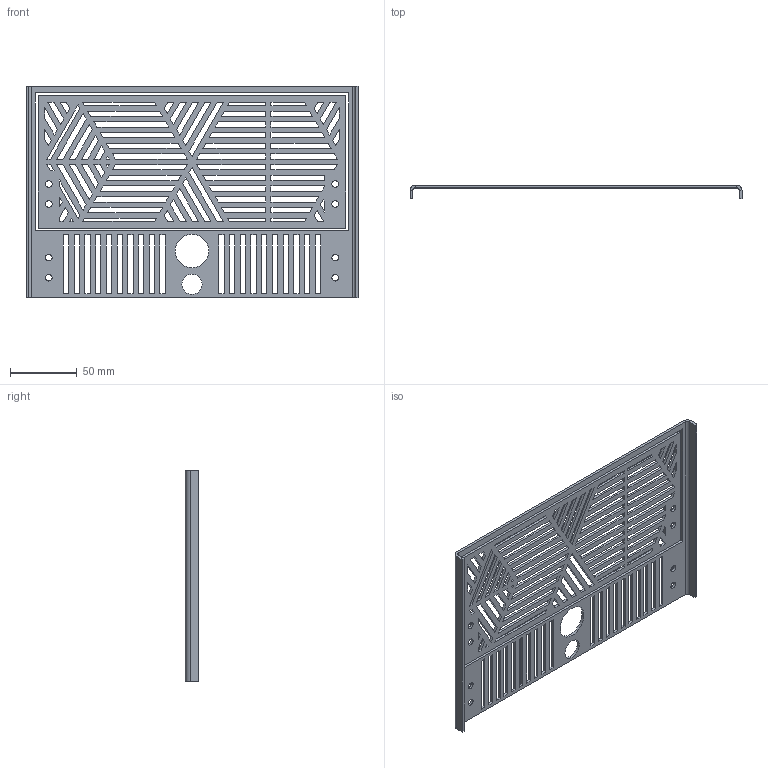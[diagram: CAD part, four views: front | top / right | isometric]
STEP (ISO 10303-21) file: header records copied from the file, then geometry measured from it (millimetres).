
FILE_DESCRIPTION(/* description */ ('','CAx-IF Rec.Pracs.---Representation and Presentation of Product Manufacturing Information (PMI)---4.0---2014-10-13'),/* implementation_level */ '2;1');
FILE_NAME(/* name */ 'Drip tray 2 v30.step',/* time_stamp */ '2024-12-11T12:07:16+01:00',/* author */ (''),/* organization */ (''),/* preprocessor_version */ 'ST-DEVELOPER v20',/* originating_system */ 'Autodesk Translation Framework v13.20.0.188',/* authorisation */ '');
FILE_SCHEMA (('AP242_MANAGED_MODEL_BASED_3D_ENGINEERING_MIM_LF { 1 0 10303 442 1 1 4 }'));
Length unit declared in the file: millimetre
Products named in the file (1): Drip tray 2
Bounding box: 248 x 10 x 158 mm (x, y, z)
Volume: 54569.9 mm3; surface area: 73298.9 mm2
Topology: 2 solids, 2 shells, 408 faces, 1196 edges, 792 vertices
Faces by surface type: plane 394, cylinder 14
Full cylindrical faces by diameter (mm): 5 x8, 15 x1, 25 x1
Entity records: 13704 total; most frequent: CARTESIAN_POINT 2397, ORIENTED_EDGE 2392, DIRECTION 2042, EDGE_CURVE 1196, LINE 1168, VECTOR 1168, VERTEX_POINT 792, EDGE_LOOP 614
